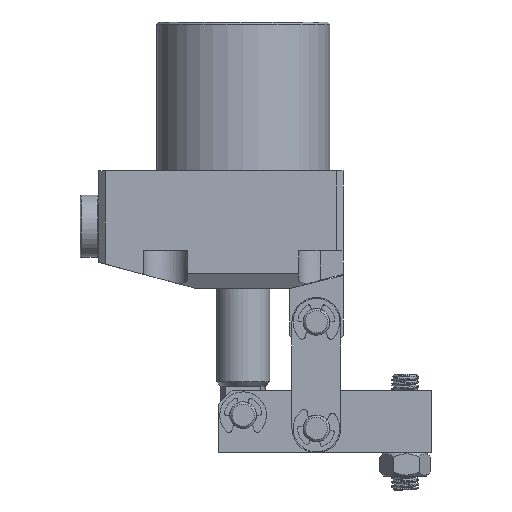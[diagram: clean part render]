
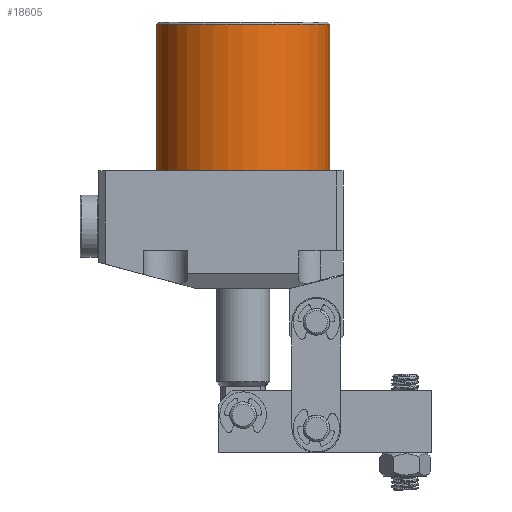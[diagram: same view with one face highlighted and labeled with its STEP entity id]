
A CAD part, front view. The second image highlights one B-rep face of the part: STEP entity #18605.
In plain terms, the highlighted cylindrical face has radius 19.5 mm (diameter 39 mm), a partial arc.
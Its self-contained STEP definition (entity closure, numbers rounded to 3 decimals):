
#515 = DIRECTION ( 'NONE',  ( 0., 0., -1. ) ) ;
#713 = CARTESIAN_POINT ( 'NONE',  ( 0., 0., 13.25 ) ) ;
#868 = VERTEX_POINT ( 'NONE', #20551 ) ;
#1411 = DIRECTION ( 'NONE',  ( 1., 0., 0. ) ) ;
#2319 = DIRECTION ( 'NONE',  ( 1., 0., 0. ) ) ;
#2680 = LINE ( 'NONE', #10278, #11390 ) ;
#4089 = VERTEX_POINT ( 'NONE', #13161 ) ;
#5326 = LINE ( 'NONE', #9946, #17900 ) ;
#7257 = EDGE_CURVE ( 'NONE', #4089, #868, #2680, .T. ) ;
#7514 = ORIENTED_EDGE ( 'NONE', *, *, #7257, .F. ) ;
#8348 = CIRCLE ( 'NONE', #11608, 19.5 ) ;
#8535 = EDGE_LOOP ( 'NONE', ( #7514, #11251, #13882, #18725 ) ) ;
#9204 = AXIS2_PLACEMENT_3D ( 'NONE', #21065, #11213, #1411 ) ;
#9946 = CARTESIAN_POINT ( 'NONE',  ( -19.5, 0., 46.75 ) ) ;
#10159 = EDGE_CURVE ( 'NONE', #4089, #20593, #11349, .T. ) ;
#10278 = CARTESIAN_POINT ( 'NONE',  ( 19.5, 0., 46.75 ) ) ;
#11129 = CARTESIAN_POINT ( 'NONE',  ( 0., 0., 46.75 ) ) ;
#11213 = DIRECTION ( 'NONE',  ( 0., 0., -1. ) ) ;
#11251 = ORIENTED_EDGE ( 'NONE', *, *, #10159, .T. ) ;
#11349 = CIRCLE ( 'NONE', #9204, 19.5 ) ;
#11390 = VECTOR ( 'NONE', #515, 1000. ) ;
#11495 = CARTESIAN_POINT ( 'NONE',  ( -19.5, 0., 46.25 ) ) ;
#11608 = AXIS2_PLACEMENT_3D ( 'NONE', #713, #12113, #2319 ) ;
#12047 = EDGE_CURVE ( 'NONE', #20593, #15487, #5326, .T. ) ;
#12113 = DIRECTION ( 'NONE',  ( 0., 0., 1. ) ) ;
#13161 = CARTESIAN_POINT ( 'NONE',  ( 19.5, 0., 46.25 ) ) ;
#13882 = ORIENTED_EDGE ( 'NONE', *, *, #12047, .T. ) ;
#14913 = EDGE_CURVE ( 'NONE', #15487, #868, #8348, .T. ) ;
#15487 = VERTEX_POINT ( 'NONE', #16969 ) ;
#16059 = AXIS2_PLACEMENT_3D ( 'NONE', #11129, #19307, #21000 ) ;
#16482 = DIRECTION ( 'NONE',  ( 0., 0., -1. ) ) ;
#16969 = CARTESIAN_POINT ( 'NONE',  ( -19.5, 0., 13.25 ) ) ;
#17126 = CYLINDRICAL_SURFACE ( 'NONE', #16059, 19.5 ) ;
#17654 = FACE_OUTER_BOUND ( 'NONE', #8535, .T. ) ;
#17900 = VECTOR ( 'NONE', #16482, 1000. ) ;
#18605 = ADVANCED_FACE ( 'NONE', ( #17654 ), #17126, .T. ) ;
#18725 = ORIENTED_EDGE ( 'NONE', *, *, #14913, .T. ) ;
#19307 = DIRECTION ( 'NONE',  ( 0., 0., -1. ) ) ;
#20551 = CARTESIAN_POINT ( 'NONE',  ( 19.5, 0., 13.25 ) ) ;
#20593 = VERTEX_POINT ( 'NONE', #11495 ) ;
#21000 = DIRECTION ( 'NONE',  ( -1., 0., 0. ) ) ;
#21065 = CARTESIAN_POINT ( 'NONE',  ( 0., 0., 46.25 ) ) ;
